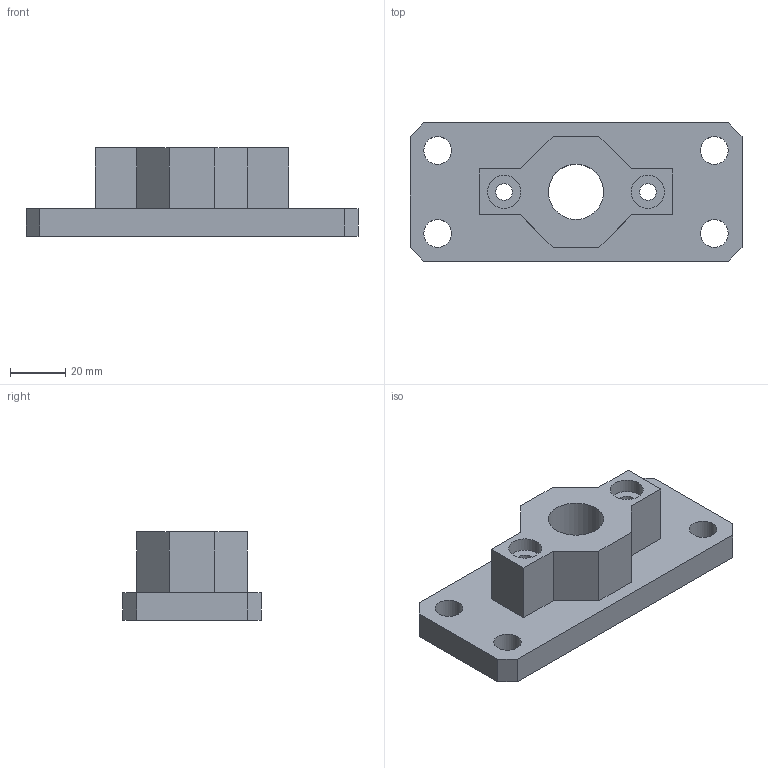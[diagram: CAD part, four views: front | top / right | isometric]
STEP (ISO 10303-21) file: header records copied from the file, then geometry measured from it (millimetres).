
FILE_DESCRIPTION(/* description */ (''),/* implementation_level */ '2;1');
FILE_NAME(/* name */ 'Exercise-36 v1.step',/* time_stamp */ '2025-09-24T20:35:49+05:30',/* author */ (''),/* organization */ (''),/* preprocessor_version */ 'ST-DEVELOPER v20.1',/* originating_system */ 'Autodesk Translation Framework v14.17.0.0',/* authorisation */ '');
FILE_SCHEMA (('AUTOMOTIVE_DESIGN { 1 0 10303 214 3 1 1 }'));
Length unit declared in the file: millimetre
Products named in the file (1): Exercise-36
Bounding box: 120 x 50 x 32 mm (x, y, z)
Volume: 83441.1 mm3; surface area: 22787.5 mm2
Topology: 1 solids, 1 shells, 38 faces, 93 edges, 62 vertices
Faces by surface type: plane 27, cylinder 11
Full cylindrical faces by diameter (mm): 6 x2, 10 x4, 12 x4, 20 x1
Entity records: 1237 total; most frequent: CARTESIAN_POINT 194, DIRECTION 193, ORIENTED_EDGE 186, EDGE_CURVE 93, LINE 71, VECTOR 71, VERTEX_POINT 62, AXIS2_PLACEMENT_3D 61
